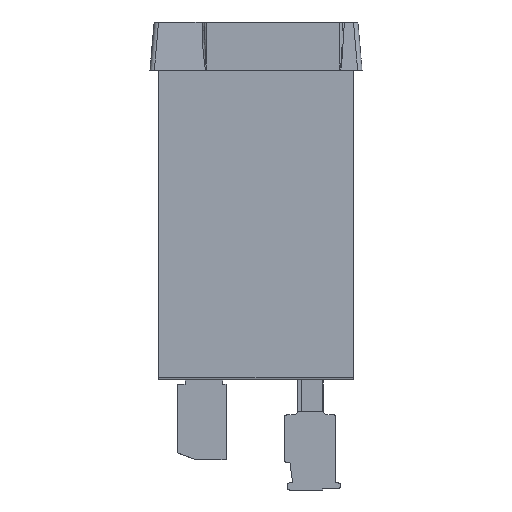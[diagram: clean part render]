
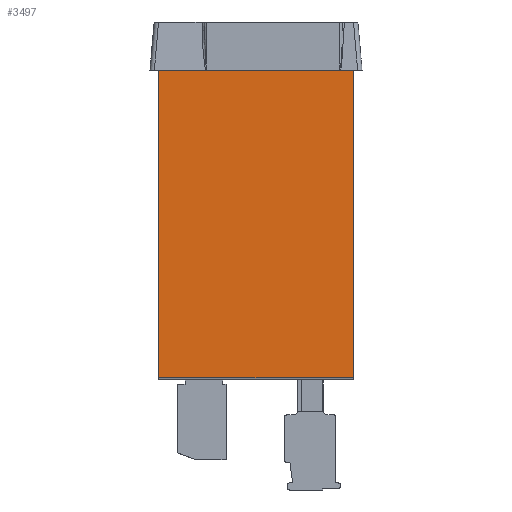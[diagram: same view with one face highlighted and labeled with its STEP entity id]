
A CAD part, front view. The second image highlights one B-rep face of the part: STEP entity #3497.
In plain terms, the highlighted planar face has unit normal (0, -1, 0).
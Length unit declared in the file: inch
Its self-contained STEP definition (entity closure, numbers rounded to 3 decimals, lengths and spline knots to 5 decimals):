
#66 = ORIENTED_EDGE ( 'NONE', *, *, #9598, .T. ) ;
#1640 = LINE ( 'NONE', #9117, #7557 ) ;
#1778 = VERTEX_POINT ( 'NONE', #43077 ) ;
#3497 = ADVANCED_FACE ( 'NONE', ( #9053 ), #7719, .F. ) ;
#3670 = CARTESIAN_POINT ( 'NONE',  ( 1.99104, 1.15407, 0.30841 ) ) ;
#5717 = EDGE_CURVE ( 'NONE', #22989, #30925, #1640, .T. ) ;
#7557 = VECTOR ( 'NONE', #12574, 39.37008 ) ;
#7719 = PLANE ( 'NONE',  #11771 ) ;
#8844 = ORIENTED_EDGE ( 'NONE', *, *, #30369, .T. ) ;
#9053 = FACE_OUTER_BOUND ( 'NONE', #35626, .T. ) ;
#9117 = CARTESIAN_POINT ( 'NONE',  ( 0.25876, 1.15407, 0.28872 ) ) ;
#9598 = EDGE_CURVE ( 'NONE', #1778, #30925, #34574, .T. ) ;
#10260 = LINE ( 'NONE', #32935, #16679 ) ;
#10686 = DIRECTION ( 'NONE',  ( -1., 0., 0. ) ) ;
#11771 = AXIS2_PLACEMENT_3D ( 'NONE', #38532, #24605, #28485 ) ;
#12574 = DIRECTION ( 'NONE',  ( 0., 0., 1. ) ) ;
#13347 = CARTESIAN_POINT ( 'NONE',  ( 0.25876, 1.15407, 3.04857 ) ) ;
#14311 = VECTOR ( 'NONE', #33622, 39.37008 ) ;
#14833 = VERTEX_POINT ( 'NONE', #22705 ) ;
#16679 = VECTOR ( 'NONE', #32797, 39.37008 ) ;
#22309 = LINE ( 'NONE', #3670, #14311 ) ;
#22705 = CARTESIAN_POINT ( 'NONE',  ( 1.99104, 1.15407, 0.30841 ) ) ;
#22989 = VERTEX_POINT ( 'NONE', #34642 ) ;
#24605 = DIRECTION ( 'NONE',  ( 0., 1., 0. ) ) ;
#28485 = DIRECTION ( 'NONE',  ( 0., 0., 1. ) ) ;
#30369 = EDGE_CURVE ( 'NONE', #22989, #14833, #22309, .T. ) ;
#30925 = VERTEX_POINT ( 'NONE', #13347 ) ;
#32529 = ORIENTED_EDGE ( 'NONE', *, *, #39884, .T. ) ;
#32797 = DIRECTION ( 'NONE',  ( 0., 0., 1. ) ) ;
#32935 = CARTESIAN_POINT ( 'NONE',  ( 1.99104, 1.15407, 0.28872 ) ) ;
#33622 = DIRECTION ( 'NONE',  ( 1., 0., 0. ) ) ;
#34574 = LINE ( 'NONE', #37786, #42531 ) ;
#34642 = CARTESIAN_POINT ( 'NONE',  ( 0.25876, 1.15407, 0.30841 ) ) ;
#35626 = EDGE_LOOP ( 'NONE', ( #36430, #8844, #32529, #66 ) ) ;
#36430 = ORIENTED_EDGE ( 'NONE', *, *, #5717, .F. ) ;
#37786 = CARTESIAN_POINT ( 'NONE',  ( 1.99104, 1.15407, 3.04857 ) ) ;
#38532 = CARTESIAN_POINT ( 'NONE',  ( 1.99104, 1.15407, 0.28872 ) ) ;
#39884 = EDGE_CURVE ( 'NONE', #14833, #1778, #10260, .T. ) ;
#42531 = VECTOR ( 'NONE', #10686, 39.37008 ) ;
#43077 = CARTESIAN_POINT ( 'NONE',  ( 1.99104, 1.15407, 3.04857 ) ) ;
